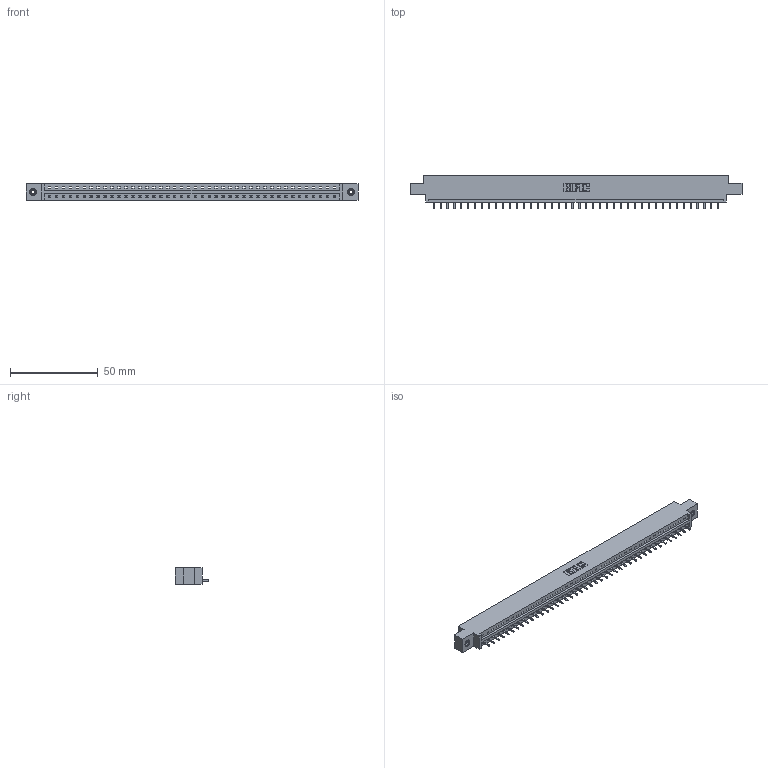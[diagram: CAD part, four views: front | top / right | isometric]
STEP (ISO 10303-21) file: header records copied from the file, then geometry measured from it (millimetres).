
FILE_DESCRIPTION (( 'STEP AP203' ), '1' );
FILE_NAME ('337-042-521-608.STEP', '2019-10-01T21:48:56', ( '' ), ( '' ), 'SwSTEP 2.0', 'SolidWorks 2016', '' );
FILE_SCHEMA (( 'CONFIG_CONTROL_DESIGN' ));
Length unit declared in the file: inch
Products named in the file (4): 337 Part_0.170 Offset - 0.156 Dia-TI; 345-250-001_345-250-003-102; 345-292-001_345-293-121; 337-042-521-608
Assembly tree (45 placements, depth 2):
  337-042-521-608
    337 Part_0.170 Offset - 0.156 Dia-TI
    345-292-001_345-293-121  x42
    345-250-001_345-250-003-102  x2
Bounding box: 189.43 x 19.06 x 9.4 mm (x, y, z)
Volume: 19444.9 mm3; surface area: 19712.9 mm2
Topology: 45 solids, 45 shells, 2782 faces, 8355 edges, 5506 vertices
Faces by surface type: plane 2038, cylinder 728, cone 12, torus 4
Entity records: 32556 total; most frequent: CARTESIAN_POINT 5651, ORIENTED_EDGE 5622, DIRECTION 4789, EDGE_CURVE 2811, VECTOR 2663, LINE 2663, VERTEX_POINT 1868, AXIS2_PLACEMENT_3D 1063
